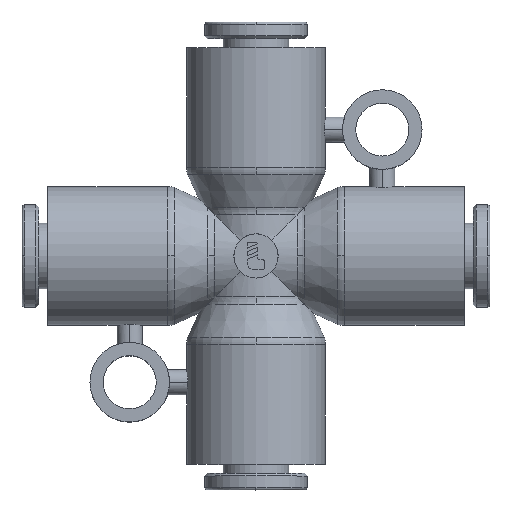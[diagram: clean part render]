
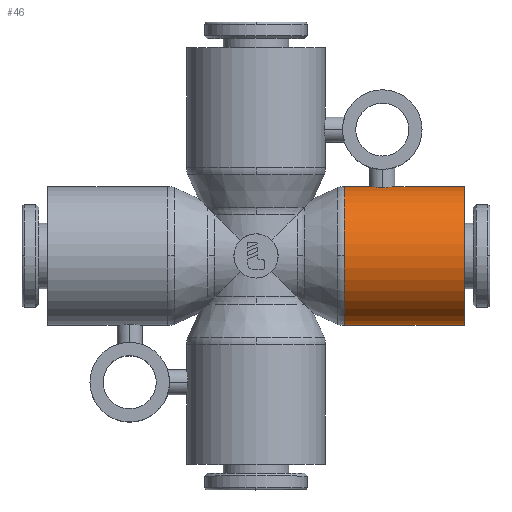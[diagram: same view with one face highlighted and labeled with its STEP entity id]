
A CAD part, top view. The second image highlights one B-rep face of the part: STEP entity #46.
In plain terms, the highlighted cylindrical face has radius 5.5 mm (diameter 11 mm), a partial arc.
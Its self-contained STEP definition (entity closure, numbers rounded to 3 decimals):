
#46=ADVANCED_FACE('',(#192),#193,.T.);
#192=FACE_OUTER_BOUND('',#503,.T.);
#193=CYLINDRICAL_SURFACE('',#504,5.5);
#503=EDGE_LOOP('',(#814,#815,#816,#817,#818,#819,#820,#821));
#504=AXIS2_PLACEMENT_3D('',#822,#823,#824);
#814=ORIENTED_EDGE('',*,*,#1999,.F.);
#815=ORIENTED_EDGE('',*,*,#2000,.T.);
#816=ORIENTED_EDGE('',*,*,#2001,.T.);
#817=ORIENTED_EDGE('',*,*,#2002,.F.);
#818=ORIENTED_EDGE('',*,*,#2003,.F.);
#819=ORIENTED_EDGE('',*,*,#2004,.F.);
#820=ORIENTED_EDGE('',*,*,#2005,.T.);
#821=ORIENTED_EDGE('',*,*,#2006,.T.);
#822=CARTESIAN_POINT('',(11.75,0.0,0.0));
#823=DIRECTION('',(1.0,0.0,0.0));
#824=DIRECTION('',(0.0,1.0,0.0));
#1999=EDGE_CURVE('',#2374,#2375,#2376,.T.);
#2000=EDGE_CURVE('',#2374,#2377,#2378,.T.);
#2001=EDGE_CURVE('',#2377,#2379,#2380,.T.);
#2002=EDGE_CURVE('',#2381,#2379,#2382,.T.);
#2003=EDGE_CURVE('',#2383,#2381,#2384,.T.);
#2004=EDGE_CURVE('',#2385,#2383,#2386,.T.);
#2005=EDGE_CURVE('',#2385,#2387,#2388,.T.);
#2006=EDGE_CURVE('',#2387,#2375,#2389,.T.);
#2374=VERTEX_POINT('',#2988);
#2375=VERTEX_POINT('',#2989);
#2376=LINE('',#2990,#2991);
#2377=VERTEX_POINT('',#2992);
#2378=CIRCLE('',#2993,5.5);
#2379=VERTEX_POINT('',#2994);
#2380=CIRCLE('',#2995,5.5);
#2381=VERTEX_POINT('',#2996);
#2382=LINE('',#2997,#2998);
#2383=VERTEX_POINT('',#2999);
#2384=CIRCLE('',#3000,5.5);
#2385=VERTEX_POINT('',#3001);
#2386=LINE('',#3002,#3003);
#2387=VERTEX_POINT('',#3004);
#2388=B_SPLINE_CURVE_WITH_KNOTS('',3,(#3005,#3006,#3007,#3008,#3009,#3010,#3011,#3012,#3013,#3014),.UNSPECIFIED.,.F.,.F.,(4,2,2,2,4),(1.51,1.888,2.266,2.643,3.021),.UNSPECIFIED.);
#2389=B_SPLINE_CURVE_WITH_KNOTS('',3,(#3015,#3016,#3017,#3018,#3019,#3020,#3021,#3022,#3023,#3024),.UNSPECIFIED.,.F.,.F.,(4,2,2,2,4),(3.021,3.398,3.776,4.154,4.531),.UNSPECIFIED.);
#2988=CARTESIAN_POINT('',(7.0,5.5,0.0));
#2989=CARTESIAN_POINT('',(9.0,5.5,0.));
#2990=CARTESIAN_POINT('',(11.75,5.5,0.));
#2991=VECTOR('',#4347,1.0);
#2992=CARTESIAN_POINT('',(7.0,0.,5.5));
#2993=AXIS2_PLACEMENT_3D('',#4348,#4349,#4350);
#2994=CARTESIAN_POINT('',(7.0,-5.5,0.));
#2995=AXIS2_PLACEMENT_3D('',#4351,#4352,#4353);
#2996=CARTESIAN_POINT('',(16.5,-5.5,0.));
#2997=CARTESIAN_POINT('',(11.75,-5.5,0.));
#2998=VECTOR('',#4354,1.0);
#2999=CARTESIAN_POINT('',(16.5,5.5,0.0));
#3000=AXIS2_PLACEMENT_3D('',#4355,#4356,#4357);
#3001=CARTESIAN_POINT('',(11.0,5.5,0.));
#3002=CARTESIAN_POINT('',(11.75,5.5,0.));
#3003=VECTOR('',#4358,1.0);
#3004=CARTESIAN_POINT('',(10.0,5.408,1.0));
#3005=CARTESIAN_POINT('',(11.0,5.5,0.));
#3006=CARTESIAN_POINT('',(11.0,5.5,0.126));
#3007=CARTESIAN_POINT('',(10.975,5.495,0.26));
#3008=CARTESIAN_POINT('',(10.873,5.478,0.506));
#3009=CARTESIAN_POINT('',(10.796,5.466,0.618));
#3010=CARTESIAN_POINT('',(10.618,5.443,0.796));
#3011=CARTESIAN_POINT('',(10.506,5.431,0.873));
#3012=CARTESIAN_POINT('',(10.26,5.413,0.975));
#3013=CARTESIAN_POINT('',(10.126,5.408,1.0));
#3014=CARTESIAN_POINT('',(10.0,5.408,1.0));
#3015=CARTESIAN_POINT('',(10.0,5.408,1.0));
#3016=CARTESIAN_POINT('',(9.874,5.408,1.0));
#3017=CARTESIAN_POINT('',(9.74,5.413,0.975));
#3018=CARTESIAN_POINT('',(9.494,5.431,0.873));
#3019=CARTESIAN_POINT('',(9.382,5.443,0.796));
#3020=CARTESIAN_POINT('',(9.204,5.466,0.618));
#3021=CARTESIAN_POINT('',(9.127,5.478,0.506));
#3022=CARTESIAN_POINT('',(9.025,5.495,0.26));
#3023=CARTESIAN_POINT('',(9.0,5.5,0.126));
#3024=CARTESIAN_POINT('',(9.0,5.5,0.));
#4347=DIRECTION('',(1.0,0.0,0.0));
#4348=CARTESIAN_POINT('',(7.0,0.0,0.0));
#4349=DIRECTION('',(1.0,0.0,0.0));
#4350=DIRECTION('',(0.0,1.0,0.0));
#4351=CARTESIAN_POINT('',(7.0,0.0,0.0));
#4352=DIRECTION('',(1.0,0.0,0.0));
#4353=DIRECTION('',(0.0,1.0,0.0));
#4354=DIRECTION('',(-1.0,-0.0,-0.0));
#4355=CARTESIAN_POINT('',(16.5,0.0,0.0));
#4356=DIRECTION('',(1.0,0.0,0.0));
#4357=DIRECTION('',(0.0,1.0,0.0));
#4358=DIRECTION('',(1.0,0.0,0.0));
